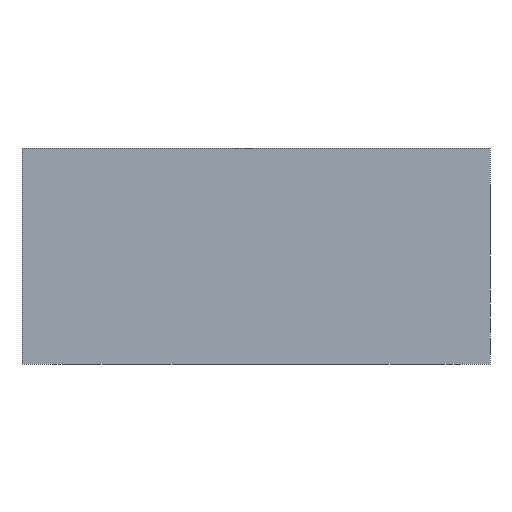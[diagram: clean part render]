
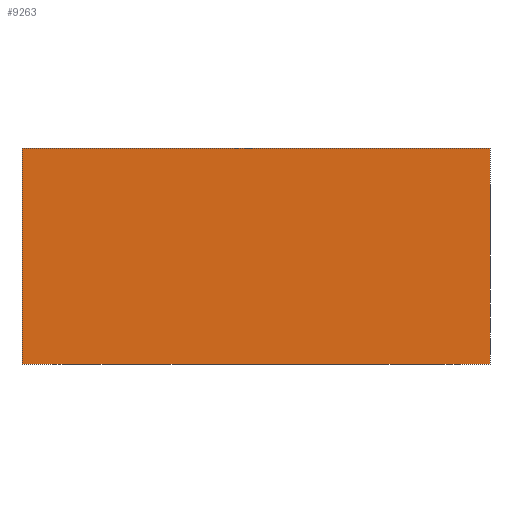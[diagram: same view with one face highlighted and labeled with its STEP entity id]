
A CAD part, left-side view. The second image highlights one B-rep face of the part: STEP entity #9263.
In plain terms, the highlighted planar face has unit normal (-1, 0, 0).
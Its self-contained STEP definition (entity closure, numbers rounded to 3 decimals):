
#1135=FACE_OUTER_BOUND('',#1653,.T.);
#1653=EDGE_LOOP('',(#8077,#8078,#8079,#8080));
#2028=LINE('',#13959,#2912);
#2444=LINE('',#14983,#3328);
#2567=LINE('',#15811,#3451);
#2568=LINE('',#15812,#3452);
#2912=VECTOR('',#10343,10.);
#3328=VECTOR('',#11073,10.);
#3451=VECTOR('',#11736,10.);
#3452=VECTOR('',#11737,10.);
#3799=VERTEX_POINT('',#13952);
#3802=VERTEX_POINT('',#13957);
#4100=VERTEX_POINT('',#14980);
#4101=VERTEX_POINT('',#14982);
#4856=EDGE_CURVE('',#3799,#3802,#2028,.T.);
#5296=EDGE_CURVE('',#4100,#4101,#2444,.T.);
#5607=EDGE_CURVE('',#4100,#3799,#2567,.T.);
#5608=EDGE_CURVE('',#4101,#3802,#2568,.T.);
#8077=ORIENTED_EDGE('',*,*,#5607,.T.);
#8078=ORIENTED_EDGE('',*,*,#4856,.T.);
#8079=ORIENTED_EDGE('',*,*,#5608,.F.);
#8080=ORIENTED_EDGE('',*,*,#5296,.F.);
#8432=PLANE('',#9804);
#9263=ADVANCED_FACE('',(#1135),#8432,.T.);
#9804=AXIS2_PLACEMENT_3D('',#15810,#11734,#11735);
#10343=DIRECTION('',(0.,0.,1.));
#11073=DIRECTION('',(0.,0.,1.));
#11734=DIRECTION('center_axis',(-1.,0.,0.));
#11735=DIRECTION('ref_axis',(0.,-1.,0.));
#11736=DIRECTION('',(0.,-1.,0.));
#11737=DIRECTION('',(0.,-1.,0.));
#13952=CARTESIAN_POINT('',(0.,0.,0.));
#13957=CARTESIAN_POINT('',(0.,0.,76.2));
#13959=CARTESIAN_POINT('',(0.,0.,0.));
#14980=CARTESIAN_POINT('',(0.,165.1,0.));
#14982=CARTESIAN_POINT('',(0.,165.1,76.2));
#14983=CARTESIAN_POINT('',(0.,165.1,0.));
#15810=CARTESIAN_POINT('Origin',(0.,165.1,0.));
#15811=CARTESIAN_POINT('',(0.,165.1,0.));
#15812=CARTESIAN_POINT('',(0.,165.1,76.2));
